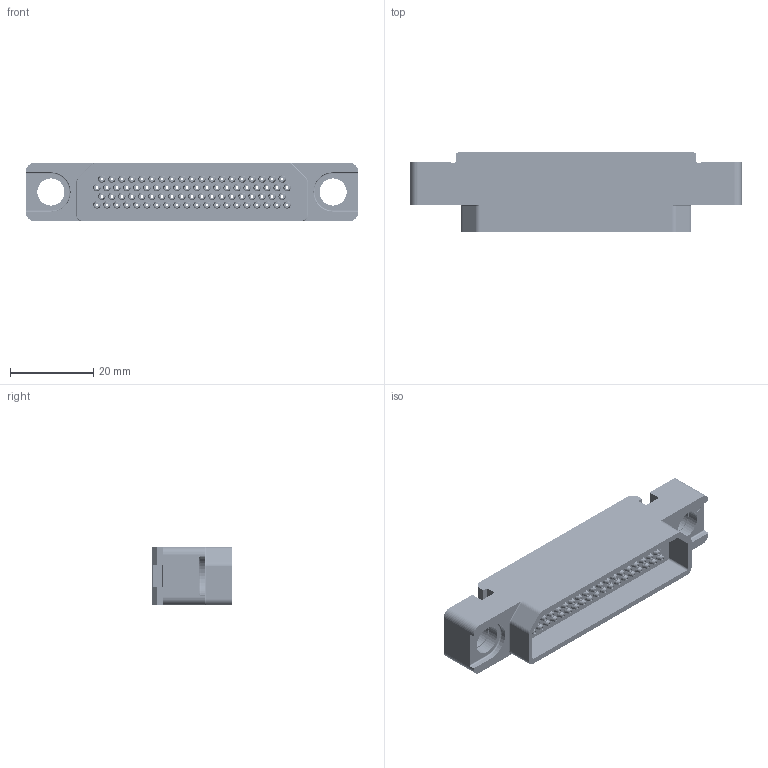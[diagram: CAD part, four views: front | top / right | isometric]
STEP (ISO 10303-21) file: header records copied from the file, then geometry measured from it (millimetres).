
FILE_DESCRIPTION((''),'2;1');
FILE_NAME('1900ND12P2X00C','2019-10-30T',('presta_be4'),(''),'CREO PARAMETRIC BY PTC INC, 2018360','CREO PARAMETRIC BY PTC INC, 2018360','');
FILE_SCHEMA(('CONFIG_CONTROL_DESIGN'));
Products named in the file (1): 1900ND12P2X00C
Bounding box: 80 x 19.3 x 14 mm (x, y, z)
Volume: 10554.1 mm3; surface area: 13500.7 mm2
Topology: 1 solids, 1 shells, 4066 faces, 9419 edges, 5898 vertices
Faces by surface type: plane 1561, cylinder 1334, cone 940, extrusion 223, torus 8
Entity records: 116748 total; most frequent: CARTESIAN_POINT 21838, DIRECTION 20362, ORIENTED_EDGE 18838, EDGE_CURVE 9419, AXIS2_PLACEMENT_3D 7327, VERTEX_POINT 5898, VECTOR 5708, LINE 5485
